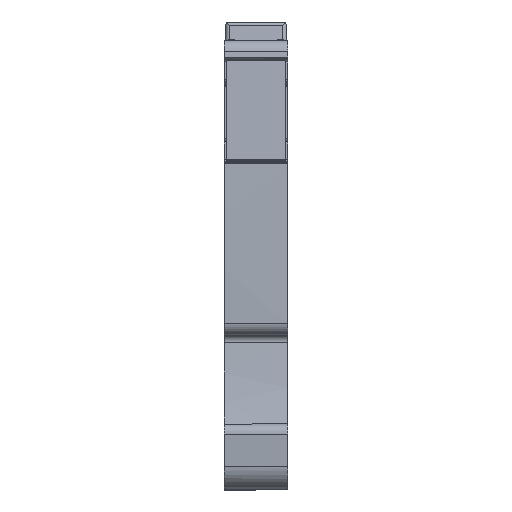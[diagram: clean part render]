
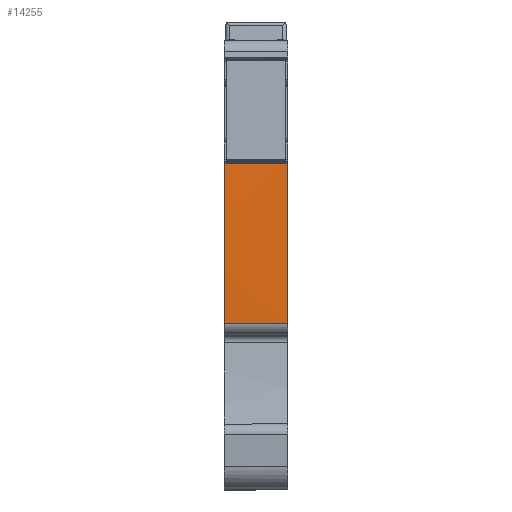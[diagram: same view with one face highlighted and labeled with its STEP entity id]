
A CAD part, front view. The second image highlights one B-rep face of the part: STEP entity #14255.
In plain terms, the highlighted cylindrical face has radius 154.9 mm (diameter 309.8 mm), a partial arc.
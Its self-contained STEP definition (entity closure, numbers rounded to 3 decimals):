
#14226=AXIS2_PLACEMENT_3D('Cylinder Axis2P3D',#14223,#14224,#14225) ;
#14237=AXIS2_PLACEMENT_3D('Circle Axis2P3D',#14235,#14236,$) ;
#14244=AXIS2_PLACEMENT_3D('Circle Axis2P3D',#14242,#14243,$) ;
#7058=CARTESIAN_POINT('Vertex',(5.1,1.761,26.266)) ;
#7062=CARTESIAN_POINT('Control Point',(5.1,1.528,13.45)) ;
#7063=CARTESIAN_POINT('Control Point',(5.1,1.429,17.723)) ;
#7064=CARTESIAN_POINT('Control Point',(5.1,1.507,22.)) ;
#7065=CARTESIAN_POINT('Control Point',(5.1,1.761,26.266)) ;
#7066=CARTESIAN_POINT('Vertex',(5.1,1.528,13.45)) ;
#7070=CARTESIAN_POINT('Control Point',(5.1,1.529,13.427)) ;
#7071=CARTESIAN_POINT('Control Point',(5.1,1.529,13.434)) ;
#7072=CARTESIAN_POINT('Control Point',(5.1,1.529,13.442)) ;
#7073=CARTESIAN_POINT('Control Point',(5.1,1.529,13.45)) ;
#7074=CARTESIAN_POINT('Vertex',(5.1,1.529,13.427)) ;
#14208=CARTESIAN_POINT('Vertex',(0.,1.529,13.427)) ;
#14211=CARTESIAN_POINT('Line Origine',(1.965,1.529,13.427)) ;
#14223=CARTESIAN_POINT('Axis2P3D Location',(2.55,156.387,17.05)) ;
#14228=CARTESIAN_POINT('Line Origine',(2.55,1.761,26.266)) ;
#14232=CARTESIAN_POINT('Vertex',(0.,1.761,26.266)) ;
#14235=CARTESIAN_POINT('Axis2P3D Location',(0.,156.387,17.05)) ;
#14239=CARTESIAN_POINT('Vertex',(0.,1.528,13.45)) ;
#14242=CARTESIAN_POINT('Axis2P3D Location',(0.,156.387,17.05)) ;
#14212=DIRECTION('Vector Direction',(1.,0.,0.)) ;
#14224=DIRECTION('Axis2P3D Direction',(1.,0.,0.)) ;
#14225=DIRECTION('Axis2P3D XDirection',(0.,-0.993,0.118)) ;
#14229=DIRECTION('Vector Direction',(1.,0.,0.)) ;
#14236=DIRECTION('Axis2P3D Direction',(1.,0.,0.)) ;
#14243=DIRECTION('Axis2P3D Direction',(1.,0.,0.)) ;
#14213=VECTOR('Line Direction',#14212,1.) ;
#14230=VECTOR('Line Direction',#14229,1.) ;
#14248=ORIENTED_EDGE('',*,*,#7068,.F.) ;
#14249=ORIENTED_EDGE('',*,*,#14234,.T.) ;
#14250=ORIENTED_EDGE('',*,*,#14241,.T.) ;
#14251=ORIENTED_EDGE('',*,*,#14246,.T.) ;
#14252=ORIENTED_EDGE('',*,*,#14215,.T.) ;
#14253=ORIENTED_EDGE('',*,*,#7076,.F.) ;
#14255=ADVANCED_FACE('MLD',(#14254),#14227,.T.) ;
#7061=B_SPLINE_CURVE_WITH_KNOTS('',3,(#7062,#7063,#7064,#7065),.UNSPECIFIED.,.F.,.U.,(4,4),(969.665,982.487),.UNSPECIFIED.) ;
#7069=B_SPLINE_CURVE_WITH_KNOTS('',3,(#7070,#7071,#7072,#7073),.UNSPECIFIED.,.F.,.U.,(4,4),(6.26,6.283),.UNSPECIFIED.) ;
#14238=CIRCLE('generated circle',#14237,154.9) ;
#14245=CIRCLE('generated circle',#14244,154.9) ;
#14227=CYLINDRICAL_SURFACE('generated cylinder',#14226,154.9) ;
#7068=EDGE_CURVE('',#7059,#7067,#7061,.F.) ;
#7076=EDGE_CURVE('',#7067,#7075,#7069,.F.) ;
#14215=EDGE_CURVE('',#14209,#7075,#14214,.T.) ;
#14234=EDGE_CURVE('',#7059,#14233,#14231,.F.) ;
#14241=EDGE_CURVE('',#14233,#14240,#14238,.T.) ;
#14246=EDGE_CURVE('',#14240,#14209,#14245,.T.) ;
#14247=EDGE_LOOP('',(#14248,#14249,#14250,#14251,#14252,#14253)) ;
#14254=FACE_OUTER_BOUND('',#14247,.T.) ;
#14214=LINE('Line',#14211,#14213) ;
#14231=LINE('Line',#14228,#14230) ;
#7059=VERTEX_POINT('',#7058) ;
#7067=VERTEX_POINT('',#7066) ;
#7075=VERTEX_POINT('',#7074) ;
#14209=VERTEX_POINT('',#14208) ;
#14233=VERTEX_POINT('',#14232) ;
#14240=VERTEX_POINT('',#14239) ;
